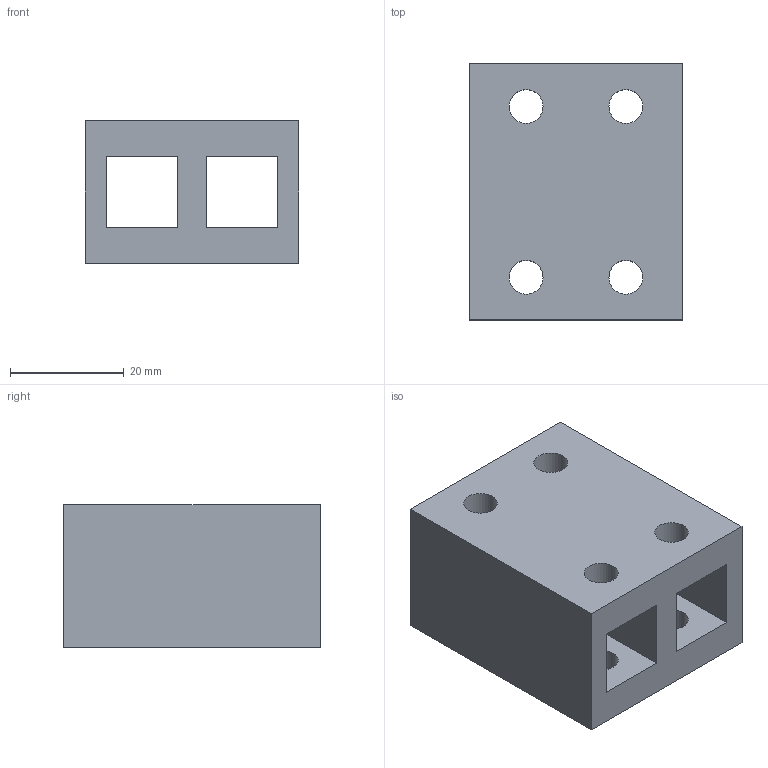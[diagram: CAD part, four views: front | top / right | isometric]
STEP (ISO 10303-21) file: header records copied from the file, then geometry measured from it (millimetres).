
FILE_DESCRIPTION(/* description */ ('','CAx-IF Rec.Pracs.---Representation and Presentation of Product Manufacturing Information (PMI)---4.0---2014-10-13'),/* implementation_level */ '2;1');
FILE_NAME(/* name */ 'actuator_bracket v26.step',/* time_stamp */ '2025-03-04T14:28:09-05:00',/* author */ (''),/* organization */ (''),/* preprocessor_version */ 'ST-DEVELOPER v20',/* originating_system */ 'Autodesk Translation Framework v13.20.0.188',/* authorisation */ '');
FILE_SCHEMA (('AP242_MANAGED_MODEL_BASED_3D_ENGINEERING_MIM_LF { 1 0 10303 442 1 1 4 }'));
Length unit declared in the file: millimetre
Products named in the file (1): actuator_bracket
Bounding box: 37.5 x 45 x 25 mm (x, y, z)
Volume: 26494.7 mm3; surface area: 11972.6 mm2
Topology: 1 solids, 1 shells, 25 faces, 66 edges, 44 vertices
Faces by surface type: plane 15, cylinder 10
Full cylindrical faces by diameter (mm): 5.944 x10
Entity records: 853 total; most frequent: DIRECTION 138, CARTESIAN_POINT 136, ORIENTED_EDGE 132, EDGE_CURVE 66, EDGE_LOOP 48, LINE 46, VECTOR 46, AXIS2_PLACEMENT_3D 46
